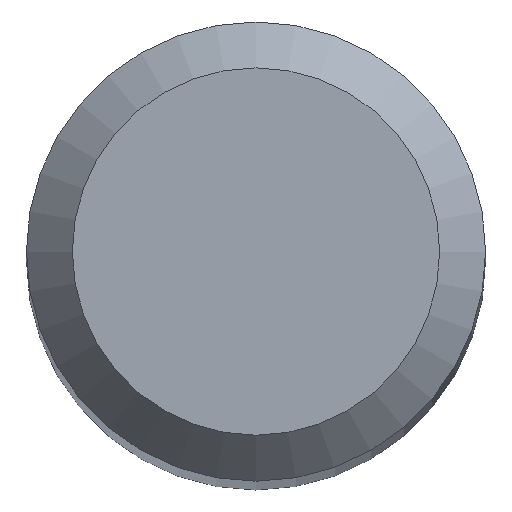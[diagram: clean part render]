
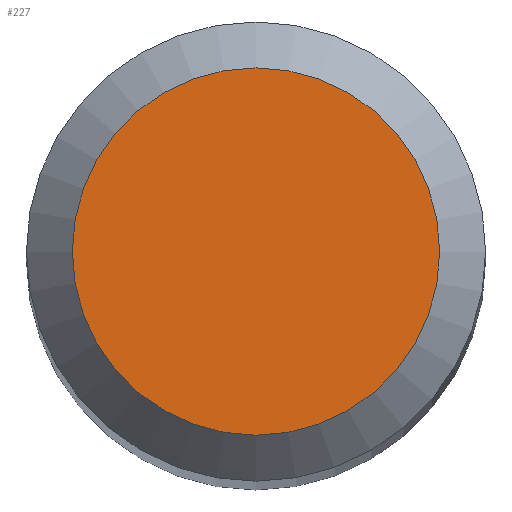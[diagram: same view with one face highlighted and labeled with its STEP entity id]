
A CAD part, top view. The second image highlights one B-rep face of the part: STEP entity #227.
In plain terms, the highlighted planar face has unit normal (0, 0, 1).
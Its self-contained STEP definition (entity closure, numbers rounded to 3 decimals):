
#17 = CARTESIAN_POINT ( 'NONE',  ( 0., 0., 38. ) ) ;
#34 = EDGE_LOOP ( 'NONE', ( #136 ) ) ;
#38 = AXIS2_PLACEMENT_3D ( 'NONE', #17, #167, #116 ) ;
#42 = CARTESIAN_POINT ( 'NONE',  ( 0., 0., 38. ) ) ;
#79 = VERTEX_POINT ( 'NONE', #211 ) ;
#96 = PLANE ( 'NONE',  #180 ) ;
#113 = DIRECTION ( 'NONE',  ( 0., 1., 0. ) ) ;
#116 = DIRECTION ( 'NONE',  ( 0., 1., 0. ) ) ;
#130 = FACE_OUTER_BOUND ( 'NONE', #34, .T. ) ;
#133 = DIRECTION ( 'NONE',  ( 0., 0., -1. ) ) ;
#136 = ORIENTED_EDGE ( 'NONE', *, *, #195, .F. ) ;
#167 = DIRECTION ( 'NONE',  ( 0., 0., -1. ) ) ;
#180 = AXIS2_PLACEMENT_3D ( 'NONE', #42, #133, #113 ) ;
#195 = EDGE_CURVE ( 'NONE', #79, #79, #239, .T. ) ;
#211 = CARTESIAN_POINT ( 'NONE',  ( 0., 1.2, 38. ) ) ;
#227 = ADVANCED_FACE ( 'NONE', ( #130 ), #96, .F. ) ;
#239 = CIRCLE ( 'NONE', #38, 1.2 ) ;
